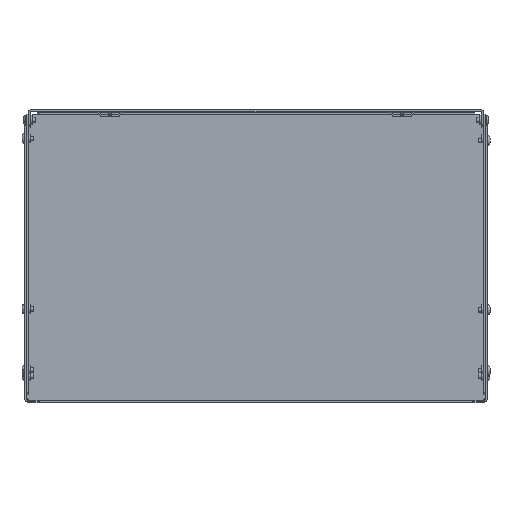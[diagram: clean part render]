
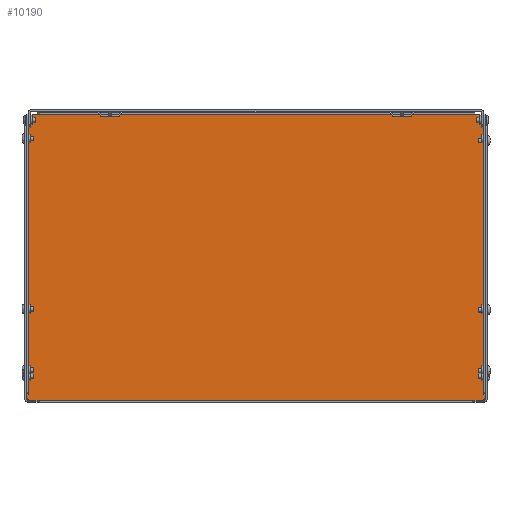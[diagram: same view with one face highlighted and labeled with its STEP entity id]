
A CAD part, top view. The second image highlights one B-rep face of the part: STEP entity #10190.
In plain terms, the highlighted planar face has unit normal (0, 0, 1).
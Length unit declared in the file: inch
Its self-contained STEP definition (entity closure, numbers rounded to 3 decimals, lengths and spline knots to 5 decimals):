
#44 = EDGE_CURVE ( 'NONE', #24270, #17869, #27351, .T. ) ;
#474 = VECTOR ( 'NONE', #24716, 39.37008 ) ;
#552 = CARTESIAN_POINT ( 'NONE',  ( -9.289, -0.188, -5.266 ) ) ;
#596 = VERTEX_POINT ( 'NONE', #14901 ) ;
#767 = DIRECTION ( 'NONE',  ( 1., 0., 0. ) ) ;
#956 = DIRECTION ( 'NONE',  ( 0., 1., 0. ) ) ;
#1130 = CARTESIAN_POINT ( 'NONE',  ( 9.289, -11.914, -5.266 ) ) ;
#1140 = DIRECTION ( 'NONE',  ( 0., -1., 0. ) ) ;
#1168 = CARTESIAN_POINT ( 'NONE',  ( -9.414, -11.336, -5.266 ) ) ;
#1293 = LINE ( 'NONE', #1168, #6935 ) ;
#1376 = EDGE_CURVE ( 'NONE', #2809, #24270, #11319, .T. ) ;
#1516 = DIRECTION ( 'NONE',  ( 0., 1., 0. ) ) ;
#1920 = VECTOR ( 'NONE', #767, 39.37008 ) ;
#2631 = ORIENTED_EDGE ( 'NONE', *, *, #14873, .T. ) ;
#2645 = LINE ( 'NONE', #26016, #5017 ) ;
#2664 = ORIENTED_EDGE ( 'NONE', *, *, #5498, .T. ) ;
#2678 = CARTESIAN_POINT ( 'NONE',  ( -9.414, -11.336, -5.266 ) ) ;
#2806 = VERTEX_POINT ( 'NONE', #6237 ) ;
#2809 = VERTEX_POINT ( 'NONE', #14706 ) ;
#2850 = LINE ( 'NONE', #19824, #1920 ) ;
#3348 = VECTOR ( 'NONE', #6220, 39.37008 ) ;
#3656 = DIRECTION ( 'NONE',  ( 0.707, -0.707, 0. ) ) ;
#3823 = VECTOR ( 'NONE', #4494, 39.37008 ) ;
#4163 = LINE ( 'NONE', #6536, #13036 ) ;
#4494 = DIRECTION ( 'NONE',  ( -1., 0., 0. ) ) ;
#4643 = VERTEX_POINT ( 'NONE', #18287 ) ;
#5017 = VECTOR ( 'NONE', #956, 39.37008 ) ;
#5498 = EDGE_CURVE ( 'NONE', #8937, #11059, #6611, .T. ) ;
#5637 = DIRECTION ( 'NONE',  ( 1., 0., 0. ) ) ;
#5749 = DIRECTION ( 'NONE',  ( 0., -1., 0. ) ) ;
#5901 = PLANE ( 'NONE',  #7438 ) ;
#5914 = CARTESIAN_POINT ( 'NONE',  ( -9.5, -0.188, -5.266 ) ) ;
#6220 = DIRECTION ( 'NONE',  ( 0., -1., 0. ) ) ;
#6233 = CARTESIAN_POINT ( 'NONE',  ( 9., -11.914, -5.266 ) ) ;
#6237 = CARTESIAN_POINT ( 'NONE',  ( 9.414, -0.313, -5.266 ) ) ;
#6263 = CARTESIAN_POINT ( 'NONE',  ( -9., -11.914, -5.266 ) ) ;
#6512 = ORIENTED_EDGE ( 'NONE', *, *, #12030, .T. ) ;
#6536 = CARTESIAN_POINT ( 'NONE',  ( 9.414, -11.336, -5.266 ) ) ;
#6611 = LINE ( 'NONE', #19263, #25353 ) ;
#6828 = VECTOR ( 'NONE', #17660, 39.37008 ) ;
#6935 = VECTOR ( 'NONE', #5749, 39.37008 ) ;
#6987 = CARTESIAN_POINT ( 'NONE',  ( -9.414, -11.336, -5.266 ) ) ;
#7051 = VERTEX_POINT ( 'NONE', #2678 ) ;
#7171 = ORIENTED_EDGE ( 'NONE', *, *, #44, .T. ) ;
#7232 = CARTESIAN_POINT ( 'NONE',  ( 9.414, -0.313, -5.266 ) ) ;
#7413 = CARTESIAN_POINT ( 'NONE',  ( -9.289, -11.914, -5.266 ) ) ;
#7438 = AXIS2_PLACEMENT_3D ( 'NONE', #18274, #16593, #5637 ) ;
#7550 = DIRECTION ( 'NONE',  ( -1., 0., 0. ) ) ;
#7944 = CARTESIAN_POINT ( 'NONE',  ( -9., -0.188, -5.266 ) ) ;
#8040 = EDGE_CURVE ( 'NONE', #17869, #8682, #24581, .T. ) ;
#8256 = VECTOR ( 'NONE', #20456, 39.37008 ) ;
#8296 = CARTESIAN_POINT ( 'NONE',  ( -9.414, -0.313, -5.266 ) ) ;
#8682 = VERTEX_POINT ( 'NONE', #21847 ) ;
#8937 = VERTEX_POINT ( 'NONE', #6233 ) ;
#9373 = EDGE_CURVE ( 'NONE', #18641, #26782, #22808, .T. ) ;
#9726 = ORIENTED_EDGE ( 'NONE', *, *, #21806, .T. ) ;
#10190 = ADVANCED_FACE ( 'NONE', ( #16179 ), #5901, .T. ) ;
#10236 = CARTESIAN_POINT ( 'NONE',  ( 9.289, -11.914, -5.266 ) ) ;
#10529 = VERTEX_POINT ( 'NONE', #7413 ) ;
#10877 = VECTOR ( 'NONE', #7550, 39.37008 ) ;
#11059 = VERTEX_POINT ( 'NONE', #10236 ) ;
#11244 = VECTOR ( 'NONE', #26437, 39.37008 ) ;
#11319 = LINE ( 'NONE', #26616, #10877 ) ;
#11688 = VECTOR ( 'NONE', #3656, 39.37008 ) ;
#11939 = ORIENTED_EDGE ( 'NONE', *, *, #23854, .T. ) ;
#12030 = EDGE_CURVE ( 'NONE', #2806, #2809, #26297, .T. ) ;
#12208 = ORIENTED_EDGE ( 'NONE', *, *, #18273, .T. ) ;
#12232 = EDGE_CURVE ( 'NONE', #26782, #596, #4163, .T. ) ;
#12473 = CARTESIAN_POINT ( 'NONE',  ( 9.414, -11.336, -5.266 ) ) ;
#12643 = DIRECTION ( 'NONE',  ( 0., 1., 0. ) ) ;
#13036 = VECTOR ( 'NONE', #12643, 39.37008 ) ;
#13307 = CARTESIAN_POINT ( 'NONE',  ( 9., -0.188, -5.266 ) ) ;
#13626 = VECTOR ( 'NONE', #1516, 39.37008 ) ;
#13647 = LINE ( 'NONE', #1130, #8256 ) ;
#14010 = EDGE_CURVE ( 'NONE', #15920, #7051, #25291, .T. ) ;
#14141 = CARTESIAN_POINT ( 'NONE',  ( 9.414, -11.789, -5.266 ) ) ;
#14513 = EDGE_CURVE ( 'NONE', #25514, #15920, #1293, .T. ) ;
#14661 = DIRECTION ( 'NONE',  ( 1., 0., 0. ) ) ;
#14706 = CARTESIAN_POINT ( 'NONE',  ( 9.289, -0.188, -5.266 ) ) ;
#14873 = EDGE_CURVE ( 'NONE', #11059, #18641, #13647, .T. ) ;
#14901 = CARTESIAN_POINT ( 'NONE',  ( 9.414, -0.766, -5.266 ) ) ;
#15286 = LINE ( 'NONE', #552, #6828 ) ;
#15325 = LINE ( 'NONE', #6987, #18835 ) ;
#15920 = VERTEX_POINT ( 'NONE', #21867 ) ;
#16043 = ORIENTED_EDGE ( 'NONE', *, *, #14010, .T. ) ;
#16179 = FACE_OUTER_BOUND ( 'NONE', #20556, .T. ) ;
#16395 = CARTESIAN_POINT ( 'NONE',  ( -9.5, -11.914, -5.266 ) ) ;
#16593 = DIRECTION ( 'NONE',  ( 0., 0., 1. ) ) ;
#17242 = ORIENTED_EDGE ( 'NONE', *, *, #20428, .T. ) ;
#17660 = DIRECTION ( 'NONE',  ( -0.707, -0.707, 0. ) ) ;
#17711 = ORIENTED_EDGE ( 'NONE', *, *, #12232, .T. ) ;
#17869 = VERTEX_POINT ( 'NONE', #7944 ) ;
#17950 = ORIENTED_EDGE ( 'NONE', *, *, #14513, .T. ) ;
#18273 = EDGE_CURVE ( 'NONE', #23161, #8937, #25182, .T. ) ;
#18274 = CARTESIAN_POINT ( 'NONE',  ( -9.5, -11.336, -5.266 ) ) ;
#18287 = CARTESIAN_POINT ( 'NONE',  ( -9.414, -11.789, -5.266 ) ) ;
#18641 = VERTEX_POINT ( 'NONE', #14141 ) ;
#18835 = VECTOR ( 'NONE', #1140, 39.37008 ) ;
#18964 = EDGE_CURVE ( 'NONE', #4643, #10529, #24935, .T. ) ;
#18970 = CARTESIAN_POINT ( 'NONE',  ( -9.5, -0.188, -5.266 ) ) ;
#19263 = CARTESIAN_POINT ( 'NONE',  ( -9.5, -11.914, -5.266 ) ) ;
#19824 = CARTESIAN_POINT ( 'NONE',  ( -9.5, -11.914, -5.266 ) ) ;
#20428 = EDGE_CURVE ( 'NONE', #10529, #23161, #2850, .T. ) ;
#20456 = DIRECTION ( 'NONE',  ( 0.707, 0.707, 0. ) ) ;
#20556 = EDGE_LOOP ( 'NONE', ( #2631, #23476, #17711, #25647, #6512, #21154, #7171, #25408, #11939, #17950, #16043, #9726, #22532, #17242, #12208, #2664 ) ) ;
#20639 = EDGE_CURVE ( 'NONE', #596, #2806, #2645, .T. ) ;
#20991 = CARTESIAN_POINT ( 'NONE',  ( 9.414, -11.336, -5.266 ) ) ;
#21154 = ORIENTED_EDGE ( 'NONE', *, *, #1376, .T. ) ;
#21390 = CARTESIAN_POINT ( 'NONE',  ( -9.414, -11.336, -5.266 ) ) ;
#21806 = EDGE_CURVE ( 'NONE', #7051, #4643, #15325, .T. ) ;
#21847 = CARTESIAN_POINT ( 'NONE',  ( -9.289, -0.188, -5.266 ) ) ;
#21867 = CARTESIAN_POINT ( 'NONE',  ( -9.414, -0.766, -5.266 ) ) ;
#22532 = ORIENTED_EDGE ( 'NONE', *, *, #18964, .T. ) ;
#22712 = CARTESIAN_POINT ( 'NONE',  ( -9.414, -11.789, -5.266 ) ) ;
#22793 = VECTOR ( 'NONE', #26696, 39.37008 ) ;
#22808 = LINE ( 'NONE', #20991, #13626 ) ;
#23161 = VERTEX_POINT ( 'NONE', #6263 ) ;
#23476 = ORIENTED_EDGE ( 'NONE', *, *, #9373, .T. ) ;
#23854 = EDGE_CURVE ( 'NONE', #8682, #25514, #15286, .T. ) ;
#24270 = VERTEX_POINT ( 'NONE', #13307 ) ;
#24581 = LINE ( 'NONE', #18970, #3823 ) ;
#24716 = DIRECTION ( 'NONE',  ( -1., 0., 0. ) ) ;
#24935 = LINE ( 'NONE', #22712, #11688 ) ;
#25182 = LINE ( 'NONE', #16395, #22793 ) ;
#25291 = LINE ( 'NONE', #21390, #3348 ) ;
#25353 = VECTOR ( 'NONE', #14661, 39.37008 ) ;
#25408 = ORIENTED_EDGE ( 'NONE', *, *, #8040, .T. ) ;
#25514 = VERTEX_POINT ( 'NONE', #8296 ) ;
#25647 = ORIENTED_EDGE ( 'NONE', *, *, #20639, .T. ) ;
#26016 = CARTESIAN_POINT ( 'NONE',  ( 9.414, -11.336, -5.266 ) ) ;
#26297 = LINE ( 'NONE', #7232, #11244 ) ;
#26437 = DIRECTION ( 'NONE',  ( -0.707, 0.707, 0. ) ) ;
#26616 = CARTESIAN_POINT ( 'NONE',  ( -9.5, -0.188, -5.266 ) ) ;
#26696 = DIRECTION ( 'NONE',  ( 1., 0., 0. ) ) ;
#26782 = VERTEX_POINT ( 'NONE', #12473 ) ;
#27351 = LINE ( 'NONE', #5914, #474 ) ;
